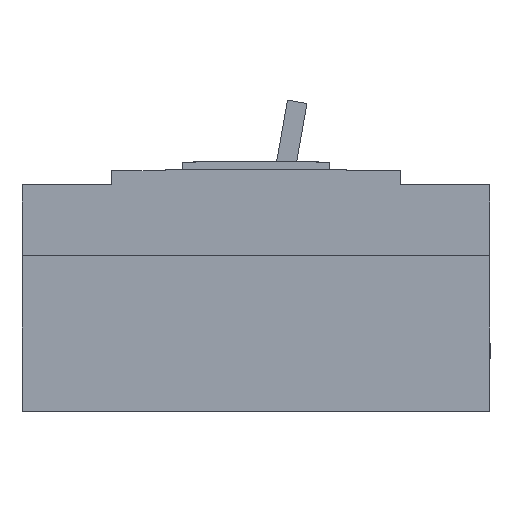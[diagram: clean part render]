
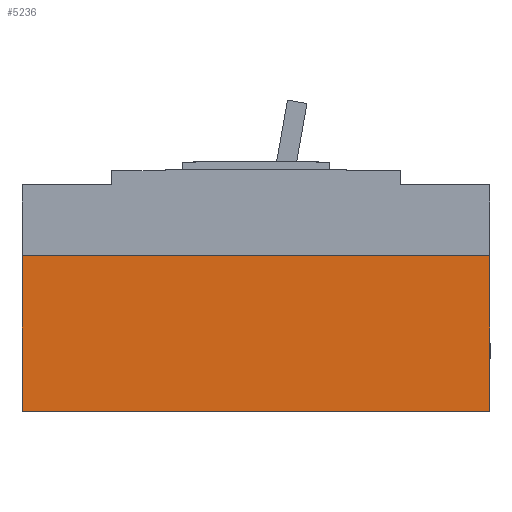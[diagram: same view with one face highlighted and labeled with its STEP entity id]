
A CAD part, top view. The second image highlights one B-rep face of the part: STEP entity #5236.
In plain terms, the highlighted planar face has unit normal (0, 0, 1).
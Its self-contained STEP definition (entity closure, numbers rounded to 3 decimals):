
#623 = ORIENTED_EDGE ( 'NONE', *, *, #14943, .T. ) ;
#961 = EDGE_CURVE ( 'NONE', #15078, #15028, #24321, .T. ) ;
#1891 = DIRECTION ( 'NONE',  ( -1., 0., 0. ) ) ;
#2601 = CARTESIAN_POINT ( 'NONE',  ( -82.5, 0., 53. ) ) ;
#3014 = PLANE ( 'NONE',  #11709 ) ;
#3569 = DIRECTION ( 'NONE',  ( 0., 1., 0. ) ) ;
#3753 = DIRECTION ( 'NONE',  ( 0., 0., -1. ) ) ;
#3988 = DIRECTION ( 'NONE',  ( -1., 0., 0. ) ) ;
#4116 = VECTOR ( 'NONE', #3988, 1000. ) ;
#5236 = ADVANCED_FACE ( 'NONE', ( #6478 ), #3014, .F. ) ;
#6478 = FACE_OUTER_BOUND ( 'NONE', #8477, .T. ) ;
#6849 = DIRECTION ( 'NONE',  ( 0., 1., 0. ) ) ;
#7276 = CARTESIAN_POINT ( 'NONE',  ( -82.5, -55., 53. ) ) ;
#7935 = VECTOR ( 'NONE', #6849, 1000. ) ;
#8164 = LINE ( 'NONE', #17313, #4116 ) ;
#8477 = EDGE_LOOP ( 'NONE', ( #623, #11487, #19693, #22923 ) ) ;
#9038 = LINE ( 'NONE', #11013, #21078 ) ;
#9313 = CARTESIAN_POINT ( 'NONE',  ( 82.5, -55., 53. ) ) ;
#9581 = CARTESIAN_POINT ( 'NONE',  ( 82.5, 0., 53. ) ) ;
#9679 = CARTESIAN_POINT ( 'NONE',  ( 82.5, -55., 53. ) ) ;
#9887 = VERTEX_POINT ( 'NONE', #9581 ) ;
#11013 = CARTESIAN_POINT ( 'NONE',  ( 82.5, -55., 53. ) ) ;
#11267 = VERTEX_POINT ( 'NONE', #9679 ) ;
#11487 = ORIENTED_EDGE ( 'NONE', *, *, #961, .F. ) ;
#11709 = AXIS2_PLACEMENT_3D ( 'NONE', #9313, #3753, #1891 ) ;
#12542 = CARTESIAN_POINT ( 'NONE',  ( 82.5, -55., 53. ) ) ;
#14943 = EDGE_CURVE ( 'NONE', #9887, #15028, #8164, .T. ) ;
#15028 = VERTEX_POINT ( 'NONE', #2601 ) ;
#15078 = VERTEX_POINT ( 'NONE', #23500 ) ;
#15221 = EDGE_CURVE ( 'NONE', #11267, #15078, #9038, .T. ) ;
#16571 = DIRECTION ( 'NONE',  ( -1., 0., 0. ) ) ;
#17313 = CARTESIAN_POINT ( 'NONE',  ( 82.5, 0., 53. ) ) ;
#18467 = VECTOR ( 'NONE', #3569, 1000. ) ;
#19693 = ORIENTED_EDGE ( 'NONE', *, *, #15221, .F. ) ;
#21078 = VECTOR ( 'NONE', #16571, 1000. ) ;
#22923 = ORIENTED_EDGE ( 'NONE', *, *, #24364, .T. ) ;
#23500 = CARTESIAN_POINT ( 'NONE',  ( -82.5, -55., 53. ) ) ;
#23780 = LINE ( 'NONE', #12542, #7935 ) ;
#24321 = LINE ( 'NONE', #7276, #18467 ) ;
#24364 = EDGE_CURVE ( 'NONE', #11267, #9887, #23780, .T. ) ;
